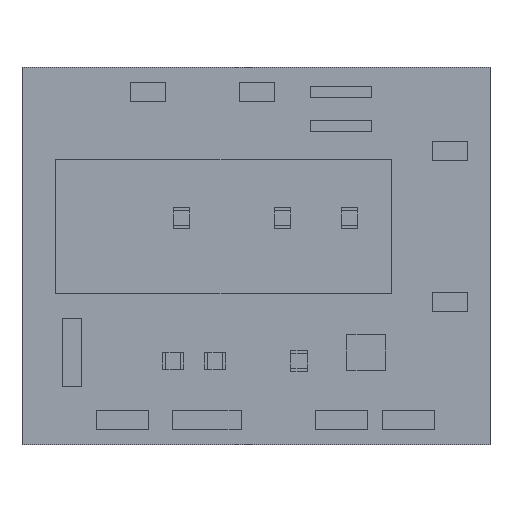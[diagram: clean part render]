
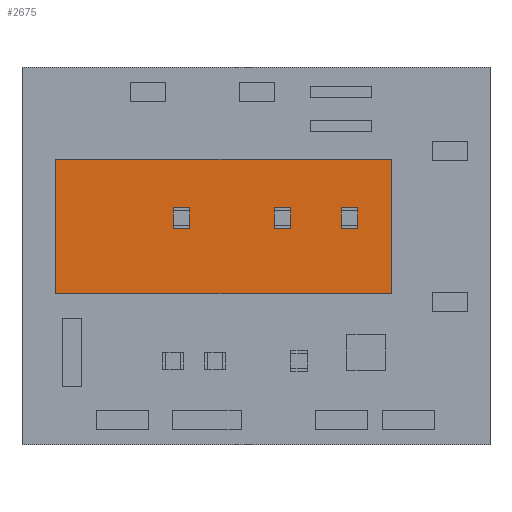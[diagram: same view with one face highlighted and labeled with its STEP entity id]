
A CAD part, top view. The second image highlights one B-rep face of the part: STEP entity #2675.
In plain terms, the highlighted planar face has unit normal (0, 0, 1).
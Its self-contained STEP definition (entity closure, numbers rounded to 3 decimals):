
#309=PLANE('',#3042);
#433=FACE_OUTER_BOUND('',#693,.T.);
#693=EDGE_LOOP('',(#2387,#2388,#2389,#2390));
#873=LINE('',#4490,#1061);
#876=LINE('',#4496,#1064);
#879=LINE('',#4502,#1067);
#882=LINE('',#4506,#1070);
#1061=VECTOR('',#3773,10.);
#1064=VECTOR('',#3778,10.);
#1067=VECTOR('',#3783,10.);
#1070=VECTOR('',#3788,10.);
#1417=VERTEX_POINT('',#4487);
#1418=VERTEX_POINT('',#4489);
#1420=VERTEX_POINT('',#4495);
#1422=VERTEX_POINT('',#4501);
#1737=EDGE_CURVE('',#1418,#1417,#873,.T.);
#1740=EDGE_CURVE('',#1420,#1418,#876,.T.);
#1743=EDGE_CURVE('',#1422,#1420,#879,.T.);
#1746=EDGE_CURVE('',#1417,#1422,#882,.T.);
#2387=ORIENTED_EDGE('',*,*,#1746,.T.);
#2388=ORIENTED_EDGE('',*,*,#1743,.T.);
#2389=ORIENTED_EDGE('',*,*,#1740,.T.);
#2390=ORIENTED_EDGE('',*,*,#1737,.T.);
#2675=ADVANCED_FACE('',(#433),#309,.T.);
#3042=AXIS2_PLACEMENT_3D('',#4507,#3789,#3790);
#3773=DIRECTION('',(-1.,0.,0.));
#3778=DIRECTION('',(0.,1.,0.));
#3783=DIRECTION('',(1.,0.,0.));
#3788=DIRECTION('',(0.,-1.,0.));
#3789=DIRECTION('center_axis',(0.,0.,1.));
#3790=DIRECTION('ref_axis',(1.,0.,0.));
#4487=CARTESIAN_POINT('',(0.,50.8,0.1));
#4489=CARTESIAN_POINT('',(20.32,50.8,0.1));
#4490=CARTESIAN_POINT('',(20.32,50.8,0.1));
#4495=CARTESIAN_POINT('',(20.32,0.,0.1));
#4496=CARTESIAN_POINT('',(20.32,0.,0.1));
#4501=CARTESIAN_POINT('',(0.,0.,0.1));
#4502=CARTESIAN_POINT('',(0.,0.,0.1));
#4506=CARTESIAN_POINT('',(0.,50.8,0.1));
#4507=CARTESIAN_POINT('Origin',(10.16,25.4,0.1));
